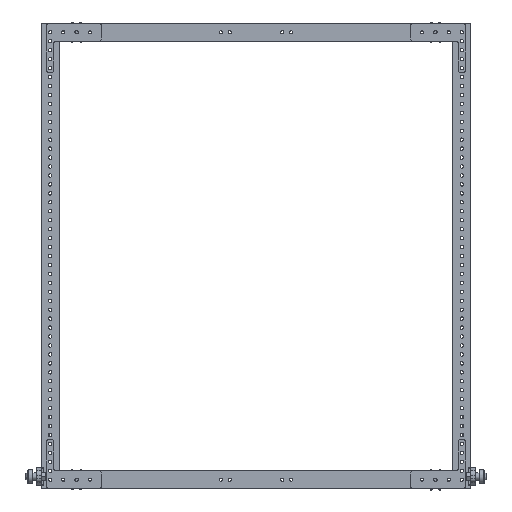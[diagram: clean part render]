
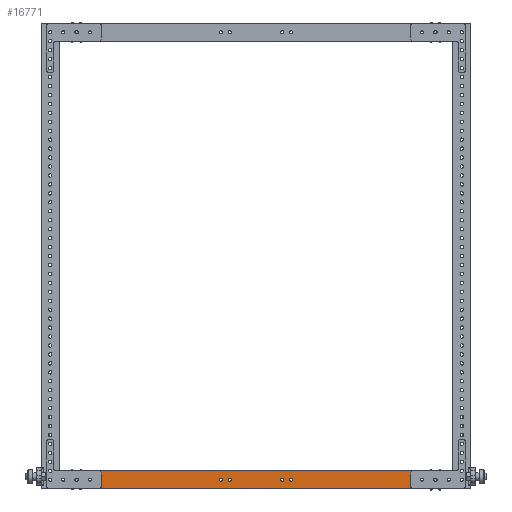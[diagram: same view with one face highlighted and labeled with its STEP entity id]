
A CAD part, front view. The second image highlights one B-rep face of the part: STEP entity #16771.
In plain terms, the highlighted face is planar.
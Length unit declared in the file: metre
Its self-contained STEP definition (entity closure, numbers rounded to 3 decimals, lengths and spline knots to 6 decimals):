
#882=LINE('',#25356,#2169);
#883=LINE('',#25359,#2170);
#884=LINE('',#25361,#2171);
#885=LINE('',#25363,#2172);
#2169=VECTOR('',#20140,1.);
#2170=VECTOR('',#20141,1.);
#2171=VECTOR('',#20142,1.);
#2172=VECTOR('',#20143,1.);
#3654=ORIENTED_EDGE('',*,*,#8180,.F.);
#3655=ORIENTED_EDGE('',*,*,#8181,.F.);
#3656=ORIENTED_EDGE('',*,*,#8182,.T.);
#3657=ORIENTED_EDGE('',*,*,#8183,.T.);
#3658=ORIENTED_EDGE('',*,*,#8184,.F.);
#3659=ORIENTED_EDGE('',*,*,#8185,.F.);
#3660=ORIENTED_EDGE('',*,*,#8186,.T.);
#3661=ORIENTED_EDGE('',*,*,#8187,.F.);
#3662=ORIENTED_EDGE('',*,*,#8188,.F.);
#3663=ORIENTED_EDGE('',*,*,#8189,.T.);
#3664=ORIENTED_EDGE('',*,*,#8190,.T.);
#3665=ORIENTED_EDGE('',*,*,#8191,.F.);
#3666=ORIENTED_EDGE('',*,*,#8192,.T.);
#3667=ORIENTED_EDGE('',*,*,#8193,.T.);
#8180=EDGE_CURVE('',#10475,#10475,#12112,.F.);
#8181=EDGE_CURVE('',#10476,#10476,#12113,.F.);
#8182=EDGE_CURVE('',#10477,#10477,#12114,.T.);
#8183=EDGE_CURVE('',#10478,#10478,#12115,.T.);
#8184=EDGE_CURVE('',#10479,#10479,#12116,.F.);
#8185=EDGE_CURVE('',#10480,#10480,#12117,.F.);
#8186=EDGE_CURVE('',#10481,#10481,#12118,.T.);
#8187=EDGE_CURVE('',#10482,#10483,#882,.T.);
#8188=EDGE_CURVE('',#10484,#10482,#883,.T.);
#8189=EDGE_CURVE('',#10484,#10485,#884,.T.);
#8190=EDGE_CURVE('',#10485,#10483,#885,.T.);
#8191=EDGE_CURVE('',#10486,#10486,#12119,.F.);
#8192=EDGE_CURVE('',#10487,#10487,#12120,.T.);
#8193=EDGE_CURVE('',#10488,#10488,#12121,.T.);
#10475=VERTEX_POINT('',#25343);
#10476=VERTEX_POINT('',#25345);
#10477=VERTEX_POINT('',#25347);
#10478=VERTEX_POINT('',#25349);
#10479=VERTEX_POINT('',#25351);
#10480=VERTEX_POINT('',#25353);
#10481=VERTEX_POINT('',#25355);
#10482=VERTEX_POINT('',#25357);
#10483=VERTEX_POINT('',#25358);
#10484=VERTEX_POINT('',#25360);
#10485=VERTEX_POINT('',#25362);
#10486=VERTEX_POINT('',#25365);
#10487=VERTEX_POINT('',#25367);
#10488=VERTEX_POINT('',#25369);
#12112=CIRCLE('',#17945,0.002381);
#12113=CIRCLE('',#17946,0.002381);
#12114=CIRCLE('',#17947,0.002381);
#12115=CIRCLE('',#17948,0.002381);
#12116=CIRCLE('',#17949,0.002381);
#12117=CIRCLE('',#17950,0.002381);
#12118=CIRCLE('',#17951,0.002381);
#12119=CIRCLE('',#17952,0.002381);
#12120=CIRCLE('',#17953,0.002381);
#12121=CIRCLE('',#17954,0.002381);
#13159=EDGE_LOOP('',(#3654));
#13160=EDGE_LOOP('',(#3655));
#13161=EDGE_LOOP('',(#3656));
#13162=EDGE_LOOP('',(#3657));
#13163=EDGE_LOOP('',(#3658));
#13164=EDGE_LOOP('',(#3659));
#13165=EDGE_LOOP('',(#3660));
#13166=EDGE_LOOP('',(#3661,#3662,#3663,#3664));
#13167=EDGE_LOOP('',(#3665));
#13168=EDGE_LOOP('',(#3666));
#13169=EDGE_LOOP('',(#3667));
#14798=FACE_BOUND('',#13159,.T.);
#14799=FACE_BOUND('',#13160,.T.);
#14800=FACE_BOUND('',#13161,.T.);
#14801=FACE_BOUND('',#13162,.T.);
#14802=FACE_BOUND('',#13163,.T.);
#14803=FACE_BOUND('',#13164,.T.);
#14804=FACE_BOUND('',#13165,.T.);
#14805=FACE_BOUND('',#13166,.T.);
#14806=FACE_BOUND('',#13167,.T.);
#14807=FACE_BOUND('',#13168,.T.);
#14808=FACE_BOUND('',#13169,.T.);
#16352=PLANE('',#17944);
#16771=ADVANCED_FACE('',(#14798,#14799,#14800,#14801,#14802,#14803,#14804,
#14805,#14806,#14807,#14808),#16352,.F.);
#17944=AXIS2_PLACEMENT_3D('',#25341,#20124,#20125);
#17945=AXIS2_PLACEMENT_3D('',#25342,#20126,#20127);
#17946=AXIS2_PLACEMENT_3D('',#25344,#20128,#20129);
#17947=AXIS2_PLACEMENT_3D('',#25346,#20130,#20131);
#17948=AXIS2_PLACEMENT_3D('',#25348,#20132,#20133);
#17949=AXIS2_PLACEMENT_3D('',#25350,#20134,#20135);
#17950=AXIS2_PLACEMENT_3D('',#25352,#20136,#20137);
#17951=AXIS2_PLACEMENT_3D('',#25354,#20138,#20139);
#17952=AXIS2_PLACEMENT_3D('',#25364,#20144,#20145);
#17953=AXIS2_PLACEMENT_3D('',#25366,#20146,#20147);
#17954=AXIS2_PLACEMENT_3D('',#25368,#20148,#20149);
#20124=DIRECTION('',(0.,-1.,0.));
#20125=DIRECTION('',(1.,0.,0.));
#20126=DIRECTION('',(0.,-1.,0.));
#20127=DIRECTION('',(0.,0.,-1.));
#20128=DIRECTION('',(0.,-1.,0.));
#20129=DIRECTION('',(0.,0.,-1.));
#20130=DIRECTION('',(0.,-1.,0.));
#20131=DIRECTION('',(0.,0.,-1.));
#20132=DIRECTION('',(0.,-1.,0.));
#20133=DIRECTION('',(0.,0.,-1.));
#20134=DIRECTION('',(0.,-1.,0.));
#20135=DIRECTION('',(0.,0.,-1.));
#20136=DIRECTION('',(0.,-1.,0.));
#20137=DIRECTION('',(0.,0.,-1.));
#20138=DIRECTION('',(0.,-1.,0.));
#20139=DIRECTION('',(0.,0.,-1.));
#20140=DIRECTION('',(0.,0.,1.));
#20141=DIRECTION('',(1.,0.,0.));
#20142=DIRECTION('',(0.,0.,1.));
#20143=DIRECTION('',(1.,0.,0.));
#20144=DIRECTION('',(0.,-1.,0.));
#20145=DIRECTION('',(0.,0.,-1.));
#20146=DIRECTION('',(0.,-1.,0.));
#20147=DIRECTION('',(0.,0.,-1.));
#20148=DIRECTION('',(0.,-1.,0.));
#20149=DIRECTION('',(0.,0.,-1.));
#25341=CARTESIAN_POINT('',(0.3048,0.,0.3302));
#25342=CARTESIAN_POINT('',(0.578485,0.,0.6477));
#25343=CARTESIAN_POINT('',(0.578485,0.,0.645319));
#25344=CARTESIAN_POINT('',(0.559435,0.,0.6477));
#25345=CARTESIAN_POINT('',(0.559435,0.,0.645319));
#25346=CARTESIAN_POINT('',(0.069215,0.,0.6477));
#25347=CARTESIAN_POINT('',(0.069215,0.,0.645319));
#25348=CARTESIAN_POINT('',(0.267665,0.,0.6477));
#25349=CARTESIAN_POINT('',(0.267665,0.,0.645319));
#25350=CARTESIAN_POINT('',(0.341935,0.,0.6477));
#25351=CARTESIAN_POINT('',(0.341935,0.,0.645319));
#25352=CARTESIAN_POINT('',(0.354635,0.,0.6477));
#25353=CARTESIAN_POINT('',(0.354635,0.,0.645319));
#25354=CARTESIAN_POINT('',(0.254965,0.,0.6477));
#25355=CARTESIAN_POINT('',(0.254965,0.,0.645319));
#25356=CARTESIAN_POINT('',(0.5842,0.,0.6477));
#25357=CARTESIAN_POINT('',(0.5842,0.,0.635));
#25358=CARTESIAN_POINT('',(0.5842,0.,0.6604));
#25359=CARTESIAN_POINT('',(0.3048,0.,0.635));
#25360=CARTESIAN_POINT('',(0.0254,0.,0.635));
#25361=CARTESIAN_POINT('',(0.0254,0.,0.6477));
#25362=CARTESIAN_POINT('',(0.0254,0.,0.6604));
#25363=CARTESIAN_POINT('',(0.3048,0.,0.6604));
#25364=CARTESIAN_POINT('',(0.540385,0.,0.6477));
#25365=CARTESIAN_POINT('',(0.540385,0.,0.645319));
#25366=CARTESIAN_POINT('',(0.050165,0.,0.6477));
#25367=CARTESIAN_POINT('',(0.050165,0.,0.645319));
#25368=CARTESIAN_POINT('',(0.031115,0.,0.6477));
#25369=CARTESIAN_POINT('',(0.031115,0.,0.645319));
